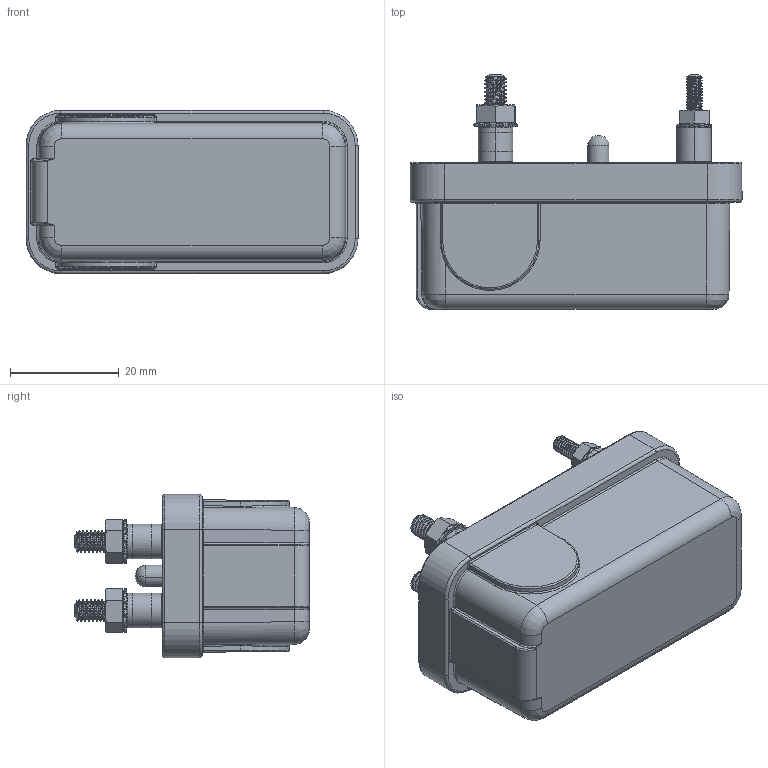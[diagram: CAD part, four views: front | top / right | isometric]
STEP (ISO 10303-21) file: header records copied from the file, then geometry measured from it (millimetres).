
FILE_DESCRIPTION (( 'STEP AP214' ), '1' );
FILE_NAME ('P125_step_092315.STEP', '2015-09-23T20:34:06', ( 'User' ), ( '' ), 'SwSTEP 2.0', 'SolidWorks 2014', '' );
FILE_SCHEMA (( 'AUTOMOTIVE_DESIGN' ));
Length unit declared in the file: inch
Products named in the file (1): P125_step_092315
Bounding box: 61.04 x 43.13 x 30.01 mm (x, y, z)
Volume: 43020.3 mm3; surface area: 10719.3 mm2
Topology: 10 solids, 10 shells, 1309 faces, 3144 edges, 1986 vertices
Faces by surface type: plane 589, cylinder 348, cone 196, bspline 118, torus 52, sphere 6
Entity records: 76568 total; most frequent: CARTESIAN_POINT 31311, ORIENTED_EDGE 6272, DIRECTION 5226, EDGE_CURVE 3136, AXIS2_PLACEMENT_3D 2058, VERTEX_POINT 1986, EDGE_LOOP 1456, UNCERTAINTY_MEASURE_WITH_UNIT 1320
